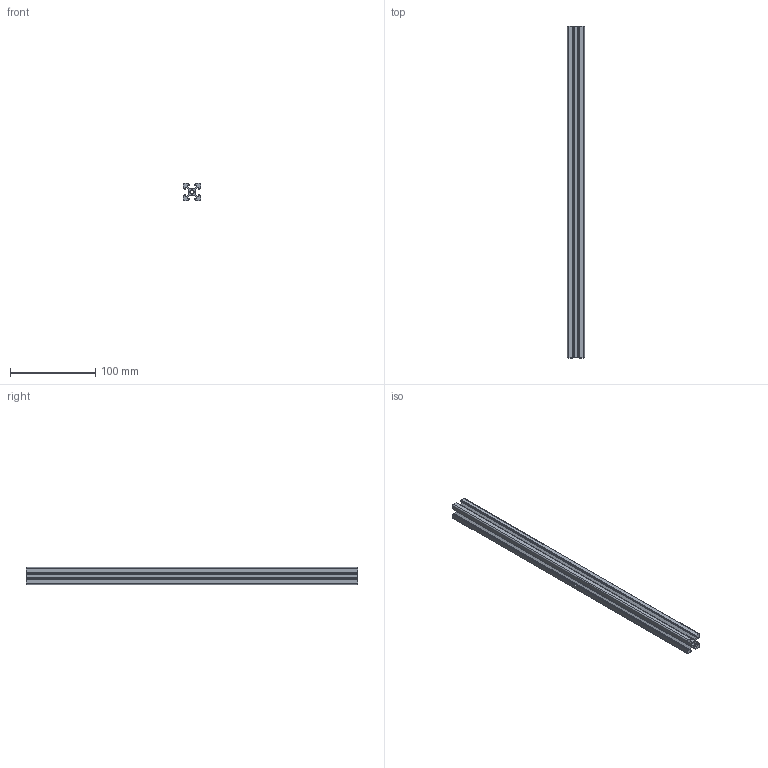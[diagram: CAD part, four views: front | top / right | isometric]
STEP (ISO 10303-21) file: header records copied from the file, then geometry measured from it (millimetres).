
FILE_DESCRIPTION(('STEP AP203'), '1');
FILE_NAME('Äåòàëü ïðîôèëü êîíñòðóêöèîííûé V20Õ20', '', ('UNSPECIFIED'), ('UNSPECIFIED'), 'C3D Converter', 'C3D Toolkit', '');
FILE_SCHEMA(('CONFIG_CONTROL_DESIGN'));
Length unit declared in the file: millimetre
Bounding box: 20 x 390 x 20 mm (x, y, z)
Volume: 61637.8 mm3; surface area: 66246.6 mm2
Topology: 1 solids, 1 shells, 75 faces, 219 edges, 146 vertices
Faces by surface type: plane 62, cylinder 13
Full cylindrical faces by diameter (mm): 5 x1
Entity records: 3093 total; most frequent: CARTESIAN_POINT 440, ORIENTED_EDGE 436, DIRECTION 396, EDGE_CURVE 218, LINE 192, VECTOR 192, VERTEX_POINT 146, AXIS2_PLACEMENT_3D 102
